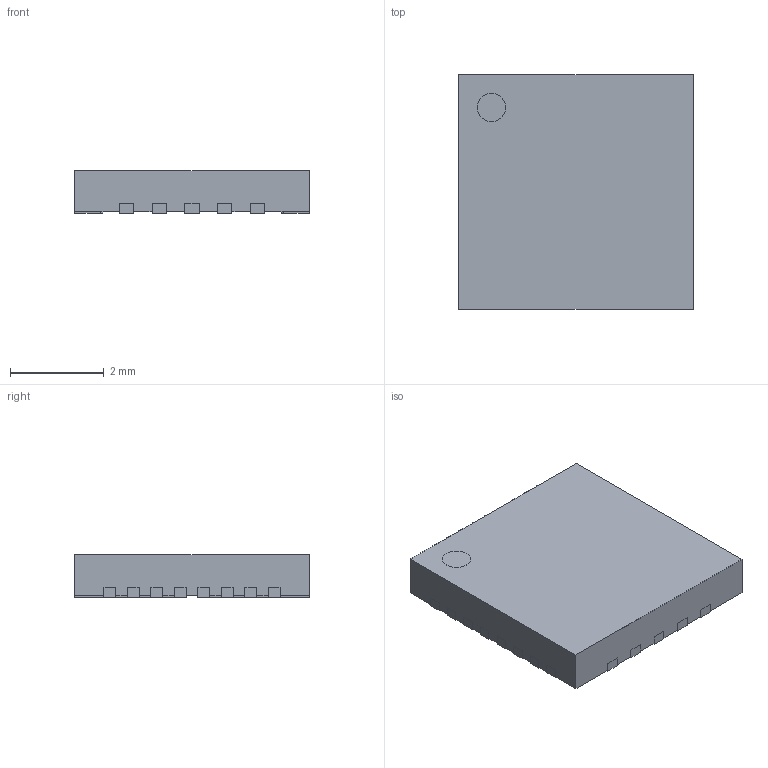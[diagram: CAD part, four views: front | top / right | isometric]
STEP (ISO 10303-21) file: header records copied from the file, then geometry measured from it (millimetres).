
FILE_DESCRIPTION (( 'STEP AP214' ), '1' );
FILE_NAME ('MP6540HA (QFN-26, 5x5).STEP', '2022-02-10T23:10:10', ( '' ), ( '' ), 'SwSTEP 2.0', 'SolidWorks 2021', '' );
FILE_SCHEMA (( 'AUTOMOTIVE_DESIGN' ));
Length unit declared in the file: millimetre
Products named in the file (1): MP6540HA (QFN-26, 5x5)
Bounding box: 5 x 5 x 0.9 mm (x, y, z)
Volume: 22.1 mm3; surface area: 111.5 mm2
Topology: 27 solids, 27 shells, 378 faces, 966 edges, 644 vertices
Faces by surface type: plane 272, cylinder 106
Entity records: 11692 total; most frequent: CARTESIAN_POINT 1989, DIRECTION 1936, ORIENTED_EDGE 1932, EDGE_CURVE 966, LINE 754, VECTOR 754, VERTEX_POINT 644, AXIS2_PLACEMENT_3D 591
